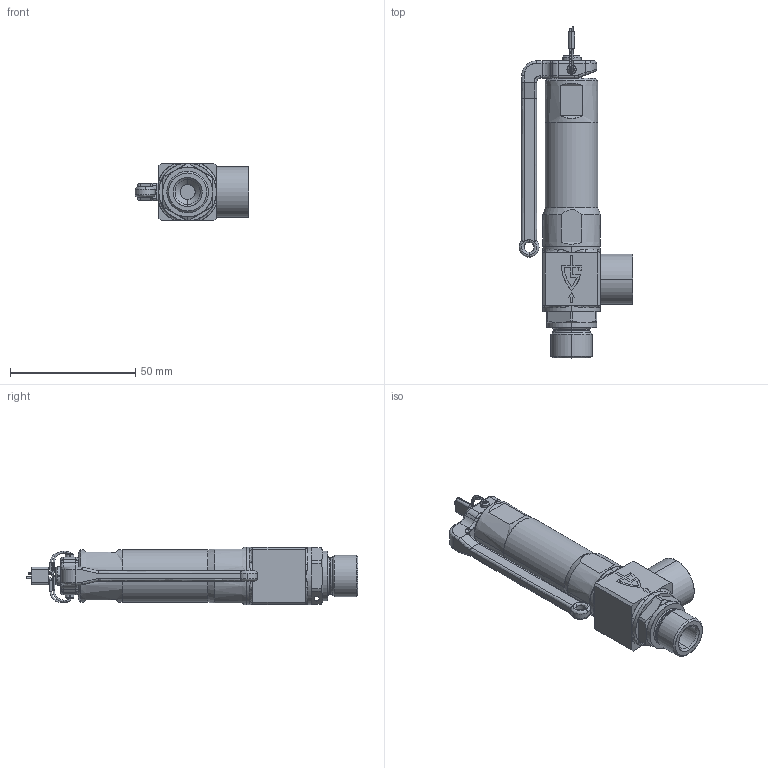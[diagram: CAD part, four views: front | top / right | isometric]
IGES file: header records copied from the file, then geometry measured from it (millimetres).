
Start section: SolidWorks IGES file using analytic representation for surfaces
Global section: file name: 420 tbGFL 10 Dummy.IGS; native system: SolidWorks 2013; preprocessor: SolidWorks 2013; author: Blankenhorn; date: 130730.130416; units: millimetre
Bounding box: 45.5 x 132.61 x 23.02 mm (x, y, z)
Surface area: 23185.5 mm2 (no closed solid volume)
Topology: 0 solids, 0 shells, 522 faces, 5226 edges, 5214 vertices
Faces by surface type: bspline 273, revolution 249
